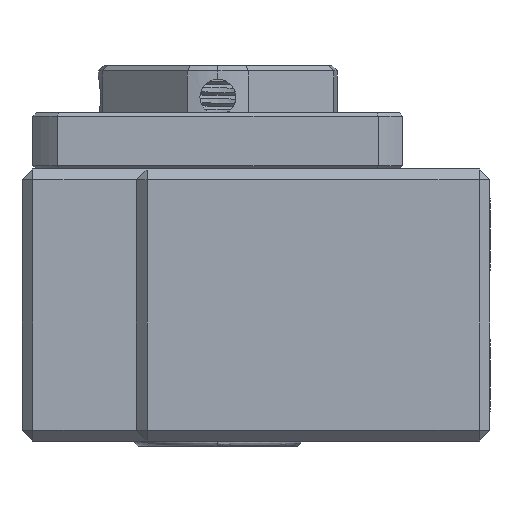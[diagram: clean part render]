
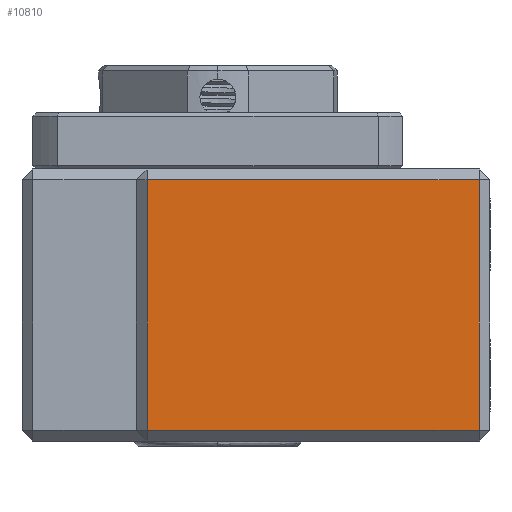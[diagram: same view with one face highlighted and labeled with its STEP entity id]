
A CAD part, left-side view. The second image highlights one B-rep face of the part: STEP entity #10810.
In plain terms, the highlighted planar face has unit normal (-1, 0, 0).
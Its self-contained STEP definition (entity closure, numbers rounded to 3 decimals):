
#119 = CARTESIAN_POINT ( 'NONE',  ( -30., 1., 0. ) ) ;
#498 = CARTESIAN_POINT ( 'NONE',  ( -30., 31.5, -11.5 ) ) ;
#552 = VERTEX_POINT ( 'NONE', #12853 ) ;
#849 = DIRECTION ( 'NONE',  ( 0., 1., 0. ) ) ;
#1004 = CARTESIAN_POINT ( 'NONE',  ( -30., 1., -11.5 ) ) ;
#1056 = ORIENTED_EDGE ( 'NONE', *, *, #9078, .F. ) ;
#1319 = VECTOR ( 'NONE', #849, 1000. ) ;
#1873 = ORIENTED_EDGE ( 'NONE', *, *, #2954, .F. ) ;
#2457 = DIRECTION ( 'NONE',  ( 1., 0., 0. ) ) ;
#2954 = EDGE_CURVE ( 'NONE', #13383, #15184, #5356, .T. ) ;
#3039 = DIRECTION ( 'NONE',  ( 0., 0., -1. ) ) ;
#3521 = FACE_OUTER_BOUND ( 'NONE', #15687, .T. ) ;
#3963 = CARTESIAN_POINT ( 'NONE',  ( -30., 31.5, 0. ) ) ;
#5018 = ORIENTED_EDGE ( 'NONE', *, *, #13097, .F. ) ;
#5356 = LINE ( 'NONE', #3963, #16103 ) ;
#6826 = AXIS2_PLACEMENT_3D ( 'NONE', #1004, #2457, #12672 ) ;
#7246 = EDGE_CURVE ( 'NONE', #552, #10428, #12498, .T. ) ;
#7728 = VECTOR ( 'NONE', #3039, 1000. ) ;
#8243 = CARTESIAN_POINT ( 'NONE',  ( -30., 31.5, 11.5 ) ) ;
#8293 = CARTESIAN_POINT ( 'NONE',  ( -30., 1., -11.5 ) ) ;
#9078 = EDGE_CURVE ( 'NONE', #15184, #552, #15464, .T. ) ;
#9106 = LINE ( 'NONE', #9598, #1319 ) ;
#9598 = CARTESIAN_POINT ( 'NONE',  ( -30., 16.25, -11.5 ) ) ;
#9840 = DIRECTION ( 'NONE',  ( 0., 0., 1. ) ) ;
#10108 = CARTESIAN_POINT ( 'NONE',  ( -30., 16.25, 11.5 ) ) ;
#10428 = VERTEX_POINT ( 'NONE', #8293 ) ;
#10655 = ORIENTED_EDGE ( 'NONE', *, *, #7246, .F. ) ;
#10810 = ADVANCED_FACE ( 'NONE', ( #3521 ), #11201, .F. ) ;
#11201 = PLANE ( 'NONE',  #6826 ) ;
#11574 = VECTOR ( 'NONE', #18855, 1000. ) ;
#12498 = LINE ( 'NONE', #119, #7728 ) ;
#12672 = DIRECTION ( 'NONE',  ( 0., 1., 0. ) ) ;
#12853 = CARTESIAN_POINT ( 'NONE',  ( -30., 1., 11.5 ) ) ;
#13097 = EDGE_CURVE ( 'NONE', #10428, #13383, #9106, .T. ) ;
#13383 = VERTEX_POINT ( 'NONE', #498 ) ;
#15184 = VERTEX_POINT ( 'NONE', #8243 ) ;
#15464 = LINE ( 'NONE', #10108, #11574 ) ;
#15687 = EDGE_LOOP ( 'NONE', ( #10655, #1056, #1873, #5018 ) ) ;
#16103 = VECTOR ( 'NONE', #9840, 1000. ) ;
#18855 = DIRECTION ( 'NONE',  ( 0., -1., 0. ) ) ;
